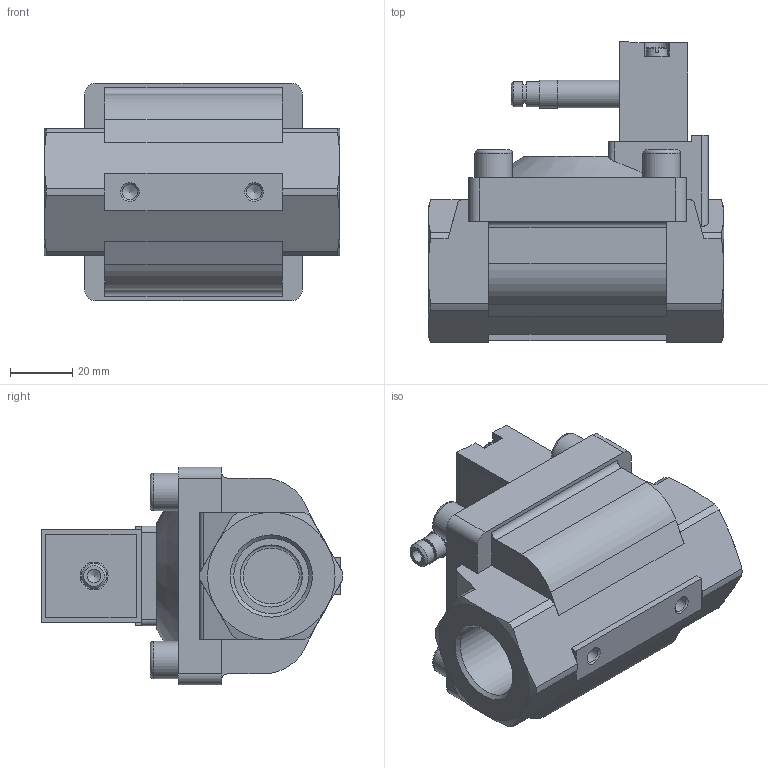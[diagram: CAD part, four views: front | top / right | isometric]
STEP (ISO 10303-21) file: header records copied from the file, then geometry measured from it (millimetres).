
FILE_DESCRIPTION(/* description */ ('STEP AP214'),/* implementation_level */ '2;1');
FILE_NAME(/* name */ '161731_MN1H-2-3_4-MS',/* time_stamp */ '2024-09-06T18:22:13+02:00',/* author */ ('License CC BY-ND 4.0'),/* organization */ ('CADENAS'),/* preprocessor_version */ 'ST-DEVELOPER v19.3',/* originating_system */ 'PARTsolutions',/* authorisation */ ' ');
FILE_SCHEMA (('AUTOMOTIVE_DESIGN {1 0 10303 214 3 1 1}'));
Length unit declared in the file: millimetre
Products named in the file (1): 161731 MN1H-2-3/4-MS
Bounding box: 95 x 97 x 70 mm (x, y, z)
Volume: 249585.2 mm3; surface area: 39105.8 mm2
Topology: 1 solids, 1 shells, 245 faces, 630 edges, 412 vertices
Faces by surface type: plane 149, cylinder 63, cone 23, torus 10
Full cylindrical faces by diameter (mm): 4 x1, 4.3 x1, 4.917 x2, 6 x1, 8.1 x2, 8.9 x1, 9 x1, 12 x4, 20 x2, 24.117 x2
Entity records: 8958 total; most frequent: CARTESIAN_POINT 1388, DIRECTION 1191, ORIENTED_EDGE 1174, EDGE_CURVE 587, AXIS2_PLACEMENT_3D 408, VERTEX_POINT 404, LINE 375, VECTOR 375
